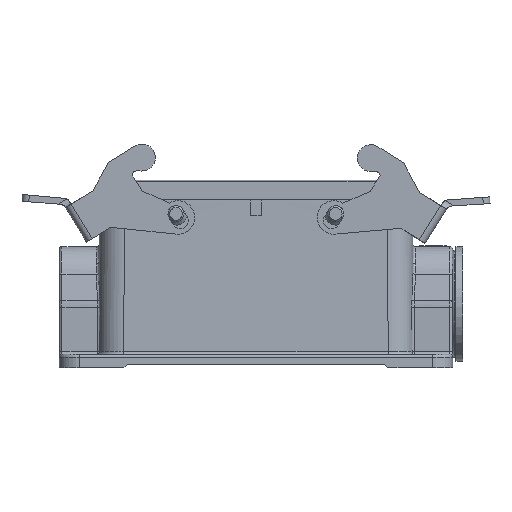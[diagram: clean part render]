
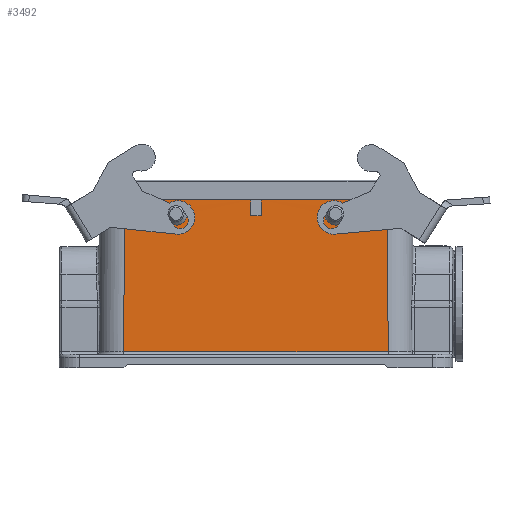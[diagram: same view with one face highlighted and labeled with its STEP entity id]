
A CAD part, front view. The second image highlights one B-rep face of the part: STEP entity #3492.
In plain terms, the highlighted planar face has unit normal (0, -1, 0.007).
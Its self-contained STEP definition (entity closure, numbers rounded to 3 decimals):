
#1112=CARTESIAN_POINT('',(39.05,-21.5,5.7));
#1113=VERTEX_POINT('',#1112);
#1114=CARTESIAN_POINT('',(1.6,-21.5,5.7));
#1115=VERTEX_POINT('',#1114);
#1116=CARTESIAN_POINT('',(39.05,-21.5,5.7));
#1117=DIRECTION('',(-1.0,0.0,0.0));
#1118=VECTOR('',#1117,37.45);
#1119=LINE('',#1116,#1118);
#1120=EDGE_CURVE('',#1113,#1115,#1119,.T.);
#1173=CARTESIAN_POINT('',(-39.05,-21.5,5.7));
#1174=VERTEX_POINT('',#1173);
#1182=CARTESIAN_POINT('',(-1.6,-21.5,5.7));
#1183=VERTEX_POINT('',#1182);
#1184=CARTESIAN_POINT('',(-1.6,-21.5,5.7));
#1185=DIRECTION('',(-1.0,0.0,0.0));
#1186=VECTOR('',#1185,37.45);
#1187=LINE('',#1184,#1186);
#1188=EDGE_CURVE('',#1183,#1174,#1187,.T.);
#3349=CARTESIAN_POINT('',(-200.0,-21.5,5.7));
#3350=DIRECTION('',(0.0,1.,-0.007));
#3351=DIRECTION('',(0.0,0.007,1.));
#3352=AXIS2_PLACEMENT_3D('',#3349,#3350,#3351);
#3353=PLANE('',#3352);
#3354=CARTESIAN_POINT('',(-39.345,-21.819,-39.456));
#3355=VERTEX_POINT('',#3354);
#3356=CARTESIAN_POINT('',(-39.05,-21.5,5.7));
#3357=DIRECTION('',(-0.007,-0.007,-1.));
#3358=VECTOR('',#3357,45.158);
#3359=LINE('',#3356,#3358);
#3360=EDGE_CURVE('',#1174,#3355,#3359,.T.);
#3361=ORIENTED_EDGE('',*,*,#3360,.T.);
#3362=CARTESIAN_POINT('',(39.345,-21.819,-39.456));
#3363=VERTEX_POINT('',#3362);
#3364=CARTESIAN_POINT('',(-39.345,-21.819,-39.456));
#3365=DIRECTION('',(1.0,0.0,0.0));
#3366=VECTOR('',#3365,78.69);
#3367=LINE('',#3364,#3366);
#3368=EDGE_CURVE('',#3355,#3363,#3367,.T.);
#3369=ORIENTED_EDGE('',*,*,#3368,.T.);
#3370=CARTESIAN_POINT('',(39.345,-21.819,-39.456));
#3371=DIRECTION('',(-0.007,0.007,1.));
#3372=VECTOR('',#3371,45.158);
#3373=LINE('',#3370,#3372);
#3374=EDGE_CURVE('',#3363,#1113,#3373,.T.);
#3375=ORIENTED_EDGE('',*,*,#3374,.T.);
#3376=ORIENTED_EDGE('',*,*,#1120,.T.);
#3377=CARTESIAN_POINT('',(1.6,-21.533,1.0));
#3378=VERTEX_POINT('',#3377);
#3379=CARTESIAN_POINT('',(1.6,-21.5,5.7));
#3380=DIRECTION('',(0.,-0.007,-1.));
#3381=VECTOR('',#3380,4.7);
#3382=LINE('',#3379,#3381);
#3383=EDGE_CURVE('',#1115,#3378,#3382,.T.);
#3384=ORIENTED_EDGE('',*,*,#3383,.T.);
#3385=CARTESIAN_POINT('',(-1.6,-21.533,1.0));
#3386=VERTEX_POINT('',#3385);
#3387=CARTESIAN_POINT('',(1.6,-21.533,1.0));
#3388=DIRECTION('',(-1.0,0.0,0.0));
#3389=VECTOR('',#3388,3.2);
#3390=LINE('',#3387,#3389);
#3391=EDGE_CURVE('',#3378,#3386,#3390,.T.);
#3392=ORIENTED_EDGE('',*,*,#3391,.T.);
#3393=CARTESIAN_POINT('',(-1.6,-21.533,1.0));
#3394=DIRECTION('',(0.,0.007,1.));
#3395=VECTOR('',#3394,4.7);
#3396=LINE('',#3393,#3395);
#3397=EDGE_CURVE('',#3386,#1183,#3396,.T.);
#3398=ORIENTED_EDGE('',*,*,#3397,.T.);
#3399=ORIENTED_EDGE('',*,*,#1188,.T.);
#3400=EDGE_LOOP('',(#3361,#3369,#3375,#3376,#3384,#3392,#3398,#3399));
#3401=FACE_OUTER_BOUND('',#3400,.T.);
#3402=CARTESIAN_POINT('',(-21.75,-21.529,1.55));
#3403=VERTEX_POINT('',#3402);
#3404=CARTESIAN_POINT('',(-20.387,-21.529,1.55));
#3405=VERTEX_POINT('',#3404);
#3406=CARTESIAN_POINT('',(-21.75,-21.529,1.55));
#3407=DIRECTION('',(1.0,0.0,0.0));
#3408=VECTOR('',#3407,1.363);
#3409=LINE('',#3406,#3408);
#3410=EDGE_CURVE('',#3403,#3405,#3409,.T.);
#3411=ORIENTED_EDGE('',*,*,#3410,.T.);
#3412=CARTESIAN_POINT('',(-27.113,-21.529,1.55));
#3413=VERTEX_POINT('',#3412);
#3414=CARTESIAN_POINT('',(-23.75,-21.529,1.55));
#3415=DIRECTION('',(0.0,1.,-0.007));
#3416=DIRECTION('',(0.0,-0.007,-1.));
#3417=AXIS2_PLACEMENT_3D('',#3414,#3415,#3416);
#3418=ELLIPSE('',#3417,3.363,3.363);
#3419=EDGE_CURVE('',#3405,#3413,#3418,.T.);
#3420=ORIENTED_EDGE('',*,*,#3419,.T.);
#3421=CARTESIAN_POINT('',(-25.75,-21.529,1.55));
#3422=VERTEX_POINT('',#3421);
#3423=CARTESIAN_POINT('',(-27.113,-21.529,1.55));
#3424=DIRECTION('',(1.0,0.0,0.0));
#3425=VECTOR('',#3424,1.363);
#3426=LINE('',#3423,#3425);
#3427=EDGE_CURVE('',#3413,#3422,#3426,.T.);
#3428=ORIENTED_EDGE('',*,*,#3427,.T.);
#3429=CARTESIAN_POINT('',(-25.75,-21.529,1.55));
#3430=CARTESIAN_POINT('',(-25.75,-21.529,2.102));
#3431=CARTESIAN_POINT('',(-25.555,-21.529,2.574));
#3432=CARTESIAN_POINT('',(-25.164,-21.529,2.964));
#3433=CARTESIAN_POINT('',(-24.774,-21.529,3.355));
#3434=CARTESIAN_POINT('',(-24.302,-21.529,3.55));
#3435=CARTESIAN_POINT('',(-23.75,-21.529,3.55));
#3436=CARTESIAN_POINT('',(-23.198,-21.529,3.55));
#3437=CARTESIAN_POINT('',(-22.726,-21.529,3.355));
#3438=CARTESIAN_POINT('',(-22.336,-21.529,2.964));
#3439=CARTESIAN_POINT('',(-21.946,-21.529,2.574));
#3440=CARTESIAN_POINT('',(-21.75,-21.529,2.102));
#3441=CARTESIAN_POINT('',(-21.75,-21.529,1.55));
#3442=B_SPLINE_CURVE_WITH_KNOTS('',3,(#3429,#3430,#3431,#3432,#3433,#3434,#3435,#3436,#3437,#3438,#3439,#3440,#3441),.UNSPECIFIED.,.F.,.U.,(4,3,3,3,4),(0.0,0.25,0.5,0.75,1.0),.UNSPECIFIED.);
#3443=EDGE_CURVE('',#3422,#3403,#3442,.T.);
#3444=ORIENTED_EDGE('',*,*,#3443,.T.);
#3445=EDGE_LOOP('',(#3411,#3420,#3428,#3444));
#3446=FACE_BOUND('',#3445,.T.);
#3447=CARTESIAN_POINT('',(25.75,-21.529,1.55));
#3448=VERTEX_POINT('',#3447);
#3449=CARTESIAN_POINT('',(27.113,-21.529,1.55));
#3450=VERTEX_POINT('',#3449);
#3451=CARTESIAN_POINT('',(25.75,-21.529,1.55));
#3452=DIRECTION('',(1.0,0.0,0.0));
#3453=VECTOR('',#3452,1.363);
#3454=LINE('',#3451,#3453);
#3455=EDGE_CURVE('',#3448,#3450,#3454,.T.);
#3456=ORIENTED_EDGE('',*,*,#3455,.T.);
#3457=CARTESIAN_POINT('',(20.387,-21.529,1.55));
#3458=VERTEX_POINT('',#3457);
#3459=CARTESIAN_POINT('',(23.75,-21.529,1.55));
#3460=DIRECTION('',(0.0,1.,-0.007));
#3461=DIRECTION('',(0.0,-0.007,-1.));
#3462=AXIS2_PLACEMENT_3D('',#3459,#3460,#3461);
#3463=ELLIPSE('',#3462,3.363,3.363);
#3464=EDGE_CURVE('',#3450,#3458,#3463,.T.);
#3465=ORIENTED_EDGE('',*,*,#3464,.T.);
#3466=CARTESIAN_POINT('',(21.75,-21.529,1.55));
#3467=VERTEX_POINT('',#3466);
#3468=CARTESIAN_POINT('',(20.387,-21.529,1.55));
#3469=DIRECTION('',(1.0,0.0,0.0));
#3470=VECTOR('',#3469,1.363);
#3471=LINE('',#3468,#3470);
#3472=EDGE_CURVE('',#3458,#3467,#3471,.T.);
#3473=ORIENTED_EDGE('',*,*,#3472,.T.);
#3474=CARTESIAN_POINT('',(21.75,-21.529,1.55));
#3475=CARTESIAN_POINT('',(21.75,-21.529,2.102));
#3476=CARTESIAN_POINT('',(21.945,-21.529,2.574));
#3477=CARTESIAN_POINT('',(22.336,-21.529,2.964));
#3478=CARTESIAN_POINT('',(22.726,-21.529,3.355));
#3479=CARTESIAN_POINT('',(23.198,-21.529,3.55));
#3480=CARTESIAN_POINT('',(23.75,-21.529,3.55));
#3481=CARTESIAN_POINT('',(24.302,-21.529,3.55));
#3482=CARTESIAN_POINT('',(24.774,-21.529,3.355));
#3483=CARTESIAN_POINT('',(25.164,-21.529,2.964));
#3484=CARTESIAN_POINT('',(25.554,-21.529,2.574));
#3485=CARTESIAN_POINT('',(25.75,-21.529,2.102));
#3486=CARTESIAN_POINT('',(25.75,-21.529,1.55));
#3487=B_SPLINE_CURVE_WITH_KNOTS('',3,(#3474,#3475,#3476,#3477,#3478,#3479,#3480,#3481,#3482,#3483,#3484,#3485,#3486),.UNSPECIFIED.,.F.,.U.,(4,3,3,3,4),(0.0,0.25,0.5,0.75,1.0),.UNSPECIFIED.);
#3488=EDGE_CURVE('',#3467,#3448,#3487,.T.);
#3489=ORIENTED_EDGE('',*,*,#3488,.T.);
#3490=EDGE_LOOP('',(#3456,#3465,#3473,#3489));
#3491=FACE_BOUND('',#3490,.T.);
#3492=ADVANCED_FACE('',(#3401,#3446,#3491),#3353,.F.);
